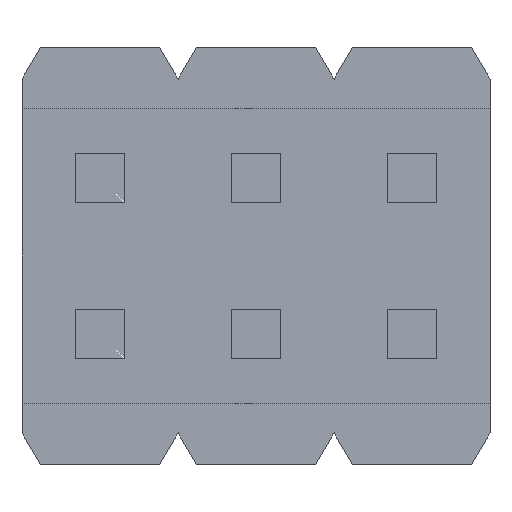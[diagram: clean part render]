
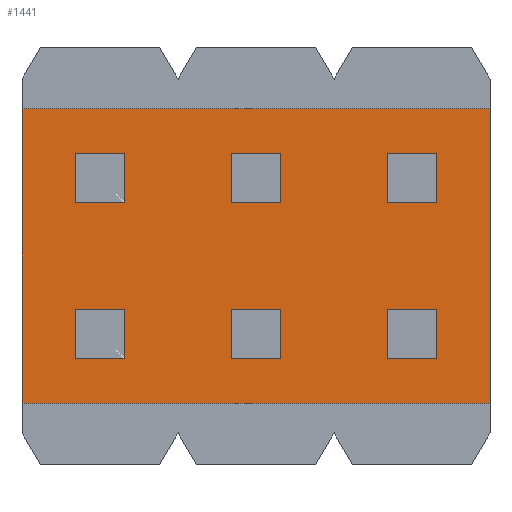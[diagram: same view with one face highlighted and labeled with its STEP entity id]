
A CAD part, front view. The second image highlights one B-rep face of the part: STEP entity #1441.
In plain terms, the highlighted planar face has unit normal (0, -1, 0).
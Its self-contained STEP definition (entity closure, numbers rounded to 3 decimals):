
#61=DIRECTION('',(0.,0.,-1.));
#62=VECTOR('',#61,2.4);
#63=CARTESIAN_POINT('',(3.175,0.1,1.2));
#64=LINE('3729',#63,#62);
#105=DIRECTION('',(0.,0.,-1.));
#106=VECTOR('',#105,2.4);
#107=CARTESIAN_POINT('',(-0.635,0.1,1.2));
#108=LINE('3697',#107,#106);
#117=DIRECTION('',(1.,0.,0.));
#118=VECTOR('',#117,3.81);
#119=CARTESIAN_POINT('',(-0.635,0.1,1.2));
#120=LINE('3701',#119,#118);
#121=DIRECTION('',(0.,0.,1.));
#122=VECTOR('',#121,0.4);
#123=CARTESIAN_POINT('',(-0.2,0.1,-0.835));
#124=LINE('3757',#123,#122);
#125=DIRECTION('',(-1.,0.,0.));
#126=VECTOR('',#125,0.4);
#127=CARTESIAN_POINT('',(0.2,0.1,-0.835));
#128=LINE('3760',#127,#126);
#129=DIRECTION('',(0.,0.,-1.));
#130=VECTOR('',#129,0.4);
#131=CARTESIAN_POINT('',(0.2,0.1,-0.435));
#132=LINE('3759',#131,#130);
#133=DIRECTION('',(1.,0.,0.));
#134=VECTOR('',#133,0.4);
#135=CARTESIAN_POINT('',(-0.2,0.1,-0.435));
#136=LINE('3758',#135,#134);
#137=DIRECTION('',(1.,0.,0.));
#138=VECTOR('',#137,0.4);
#139=CARTESIAN_POINT('',(-0.2,0.1,0.835));
#140=LINE('3761',#139,#138);
#141=DIRECTION('',(0.,0.,1.));
#142=VECTOR('',#141,0.4);
#143=CARTESIAN_POINT('',(-0.2,0.1,0.435));
#144=LINE('3764',#143,#142);
#145=DIRECTION('',(-1.,0.,0.));
#146=VECTOR('',#145,0.4);
#147=CARTESIAN_POINT('',(0.2,0.1,0.435));
#148=LINE('3763',#147,#146);
#149=DIRECTION('',(0.,0.,-1.));
#150=VECTOR('',#149,0.4);
#151=CARTESIAN_POINT('',(0.2,0.1,0.835));
#152=LINE('3762',#151,#150);
#153=DIRECTION('',(0.,0.,1.));
#154=VECTOR('',#153,0.4);
#155=CARTESIAN_POINT('',(1.07,0.1,-0.835));
#156=LINE('3805',#155,#154);
#157=DIRECTION('',(-1.,0.,0.));
#158=VECTOR('',#157,0.4);
#159=CARTESIAN_POINT('',(1.47,0.1,-0.835));
#160=LINE('3808',#159,#158);
#161=DIRECTION('',(0.,0.,-1.));
#162=VECTOR('',#161,0.4);
#163=CARTESIAN_POINT('',(1.47,0.1,-0.435));
#164=LINE('3807',#163,#162);
#165=DIRECTION('',(1.,0.,0.));
#166=VECTOR('',#165,0.4);
#167=CARTESIAN_POINT('',(1.07,0.1,-0.435));
#168=LINE('3806',#167,#166);
#169=DIRECTION('',(1.,0.,0.));
#170=VECTOR('',#169,0.4);
#171=CARTESIAN_POINT('',(1.07,0.1,0.835));
#172=LINE('3809',#171,#170);
#173=DIRECTION('',(0.,0.,1.));
#174=VECTOR('',#173,0.4);
#175=CARTESIAN_POINT('',(1.07,0.1,0.435));
#176=LINE('3812',#175,#174);
#177=DIRECTION('',(-1.,0.,0.));
#178=VECTOR('',#177,0.4);
#179=CARTESIAN_POINT('',(1.47,0.1,0.435));
#180=LINE('3811',#179,#178);
#181=DIRECTION('',(0.,0.,-1.));
#182=VECTOR('',#181,0.4);
#183=CARTESIAN_POINT('',(1.47,0.1,0.835));
#184=LINE('3810',#183,#182);
#185=DIRECTION('',(0.,0.,1.));
#186=VECTOR('',#185,0.4);
#187=CARTESIAN_POINT('',(2.34,0.1,-0.835));
#188=LINE('3853',#187,#186);
#189=DIRECTION('',(-1.,0.,0.));
#190=VECTOR('',#189,0.4);
#191=CARTESIAN_POINT('',(2.74,0.1,-0.835));
#192=LINE('3856',#191,#190);
#193=DIRECTION('',(0.,0.,-1.));
#194=VECTOR('',#193,0.4);
#195=CARTESIAN_POINT('',(2.74,0.1,-0.435));
#196=LINE('3855',#195,#194);
#197=DIRECTION('',(1.,0.,0.));
#198=VECTOR('',#197,0.4);
#199=CARTESIAN_POINT('',(2.34,0.1,-0.435));
#200=LINE('3854',#199,#198);
#201=DIRECTION('',(1.,0.,0.));
#202=VECTOR('',#201,0.4);
#203=CARTESIAN_POINT('',(2.34,0.1,0.835));
#204=LINE('3857',#203,#202);
#205=DIRECTION('',(0.,0.,1.));
#206=VECTOR('',#205,0.4);
#207=CARTESIAN_POINT('',(2.34,0.1,0.435));
#208=LINE('3860',#207,#206);
#209=DIRECTION('',(-1.,0.,0.));
#210=VECTOR('',#209,0.4);
#211=CARTESIAN_POINT('',(2.74,0.1,0.435));
#212=LINE('3859',#211,#210);
#213=DIRECTION('',(0.,0.,-1.));
#214=VECTOR('',#213,0.4);
#215=CARTESIAN_POINT('',(2.74,0.1,0.835));
#216=LINE('3858',#215,#214);
#217=DIRECTION('',(1.,0.,0.));
#218=VECTOR('',#217,3.81);
#219=CARTESIAN_POINT('',(-0.635,0.1,-1.2));
#220=LINE('3702',#219,#218);
#921=CARTESIAN_POINT('',(-0.635,0.1,1.2));
#922=VERTEX_POINT('',#921);
#923=CARTESIAN_POINT('',(-0.635,0.1,-1.2));
#924=VERTEX_POINT('',#923);
#925=CARTESIAN_POINT('',(3.175,0.1,1.2));
#926=VERTEX_POINT('',#925);
#927=CARTESIAN_POINT('',(3.175,0.1,-1.2));
#928=VERTEX_POINT('',#927);
#1009=CARTESIAN_POINT('',(-0.2,0.1,-0.835));
#1010=CARTESIAN_POINT('',(-0.2,0.1,-0.435));
#1011=VERTEX_POINT('',#1009);
#1012=VERTEX_POINT('',#1010);
#1013=CARTESIAN_POINT('',(0.2,0.1,-0.435));
#1014=VERTEX_POINT('',#1013);
#1015=CARTESIAN_POINT('',(0.2,0.1,-0.835));
#1016=VERTEX_POINT('',#1015);
#1017=CARTESIAN_POINT('',(-0.2,0.1,0.835));
#1018=CARTESIAN_POINT('',(0.2,0.1,0.835));
#1019=VERTEX_POINT('',#1017);
#1020=VERTEX_POINT('',#1018);
#1021=CARTESIAN_POINT('',(0.2,0.1,0.435));
#1022=VERTEX_POINT('',#1021);
#1023=CARTESIAN_POINT('',(-0.2,0.1,0.435));
#1024=VERTEX_POINT('',#1023);
#1073=CARTESIAN_POINT('',(1.07,0.1,-0.835));
#1074=CARTESIAN_POINT('',(1.07,0.1,-0.435));
#1075=VERTEX_POINT('',#1073);
#1076=VERTEX_POINT('',#1074);
#1077=CARTESIAN_POINT('',(1.47,0.1,-0.435));
#1078=VERTEX_POINT('',#1077);
#1079=CARTESIAN_POINT('',(1.47,0.1,-0.835));
#1080=VERTEX_POINT('',#1079);
#1081=CARTESIAN_POINT('',(1.07,0.1,0.835));
#1082=CARTESIAN_POINT('',(1.47,0.1,0.835));
#1083=VERTEX_POINT('',#1081);
#1084=VERTEX_POINT('',#1082);
#1085=CARTESIAN_POINT('',(1.47,0.1,0.435));
#1086=VERTEX_POINT('',#1085);
#1087=CARTESIAN_POINT('',(1.07,0.1,0.435));
#1088=VERTEX_POINT('',#1087);
#1137=CARTESIAN_POINT('',(2.34,0.1,-0.835));
#1138=CARTESIAN_POINT('',(2.34,0.1,-0.435));
#1139=VERTEX_POINT('',#1137);
#1140=VERTEX_POINT('',#1138);
#1141=CARTESIAN_POINT('',(2.74,0.1,-0.435));
#1142=VERTEX_POINT('',#1141);
#1143=CARTESIAN_POINT('',(2.74,0.1,-0.835));
#1144=VERTEX_POINT('',#1143);
#1145=CARTESIAN_POINT('',(2.34,0.1,0.835));
#1146=CARTESIAN_POINT('',(2.74,0.1,0.835));
#1147=VERTEX_POINT('',#1145);
#1148=VERTEX_POINT('',#1146);
#1149=CARTESIAN_POINT('',(2.74,0.1,0.435));
#1150=VERTEX_POINT('',#1149);
#1151=CARTESIAN_POINT('',(2.34,0.1,0.435));
#1152=VERTEX_POINT('',#1151);
#1369=CARTESIAN_POINT('',(-0.635,0.1,1.2));
#1370=DIRECTION('',(0.,1.,0.));
#1371=DIRECTION('',(0.,0.,-1.));
#1372=AXIS2_PLACEMENT_3D('',#1369,#1370,#1371);
#1373=PLANE('3591',#1372);
#1374=ORIENTED_EDGE('3697',*,*,#1354,.F.);
#1375=ORIENTED_EDGE('3701',*,*,#1193,.T.);
#1376=ORIENTED_EDGE('3729',*,*,#1217,.T.);
#1378=ORIENTED_EDGE('3702',*,*,#1377,.F.);
#1379=EDGE_LOOP('3591',(#1374,#1375,#1376,#1378));
#1380=FACE_OUTER_BOUND('3591',#1379,.F.);
#1382=ORIENTED_EDGE('3757',*,*,#1381,.F.);
#1384=ORIENTED_EDGE('3760',*,*,#1383,.F.);
#1386=ORIENTED_EDGE('3759',*,*,#1385,.F.);
#1388=ORIENTED_EDGE('3758',*,*,#1387,.F.);
#1389=EDGE_LOOP('3591',(#1382,#1384,#1386,#1388));
#1390=FACE_BOUND('3591',#1389,.F.);
#1392=ORIENTED_EDGE('3761',*,*,#1391,.F.);
#1394=ORIENTED_EDGE('3764',*,*,#1393,.F.);
#1396=ORIENTED_EDGE('3763',*,*,#1395,.F.);
#1398=ORIENTED_EDGE('3762',*,*,#1397,.F.);
#1399=EDGE_LOOP('3591',(#1392,#1394,#1396,#1398));
#1400=FACE_BOUND('3591',#1399,.F.);
#1402=ORIENTED_EDGE('3805',*,*,#1401,.F.);
#1404=ORIENTED_EDGE('3808',*,*,#1403,.F.);
#1406=ORIENTED_EDGE('3807',*,*,#1405,.F.);
#1408=ORIENTED_EDGE('3806',*,*,#1407,.F.);
#1409=EDGE_LOOP('3591',(#1402,#1404,#1406,#1408));
#1410=FACE_BOUND('3591',#1409,.F.);
#1412=ORIENTED_EDGE('3809',*,*,#1411,.F.);
#1414=ORIENTED_EDGE('3812',*,*,#1413,.F.);
#1416=ORIENTED_EDGE('3811',*,*,#1415,.F.);
#1418=ORIENTED_EDGE('3810',*,*,#1417,.F.);
#1419=EDGE_LOOP('3591',(#1412,#1414,#1416,#1418));
#1420=FACE_BOUND('3591',#1419,.F.);
#1422=ORIENTED_EDGE('3853',*,*,#1421,.F.);
#1424=ORIENTED_EDGE('3856',*,*,#1423,.F.);
#1426=ORIENTED_EDGE('3855',*,*,#1425,.F.);
#1428=ORIENTED_EDGE('3854',*,*,#1427,.F.);
#1429=EDGE_LOOP('3591',(#1422,#1424,#1426,#1428));
#1430=FACE_BOUND('3591',#1429,.F.);
#1432=ORIENTED_EDGE('3857',*,*,#1431,.F.);
#1434=ORIENTED_EDGE('3860',*,*,#1433,.F.);
#1436=ORIENTED_EDGE('3859',*,*,#1435,.F.);
#1438=ORIENTED_EDGE('3858',*,*,#1437,.F.);
#1439=EDGE_LOOP('3591',(#1432,#1434,#1436,#1438));
#1440=FACE_BOUND('3591',#1439,.F.);
#1441=ADVANCED_FACE('3591',(#1380,#1390,#1400,#1410,#1420,#1430,#1440),#1373,
.F.);
#1193=EDGE_CURVE('3701',#922,#926,#120,.T.);
#1217=EDGE_CURVE('3729',#926,#928,#64,.T.);
#1354=EDGE_CURVE('3697',#922,#924,#108,.T.);
#1377=EDGE_CURVE('3702',#924,#928,#220,.T.);
#1381=EDGE_CURVE('3757',#1011,#1012,#124,.T.);
#1383=EDGE_CURVE('3760',#1016,#1011,#128,.T.);
#1385=EDGE_CURVE('3759',#1014,#1016,#132,.T.);
#1387=EDGE_CURVE('3758',#1012,#1014,#136,.T.);
#1391=EDGE_CURVE('3761',#1019,#1020,#140,.T.);
#1393=EDGE_CURVE('3764',#1024,#1019,#144,.T.);
#1395=EDGE_CURVE('3763',#1022,#1024,#148,.T.);
#1397=EDGE_CURVE('3762',#1020,#1022,#152,.T.);
#1401=EDGE_CURVE('3805',#1075,#1076,#156,.T.);
#1403=EDGE_CURVE('3808',#1080,#1075,#160,.T.);
#1405=EDGE_CURVE('3807',#1078,#1080,#164,.T.);
#1407=EDGE_CURVE('3806',#1076,#1078,#168,.T.);
#1411=EDGE_CURVE('3809',#1083,#1084,#172,.T.);
#1413=EDGE_CURVE('3812',#1088,#1083,#176,.T.);
#1415=EDGE_CURVE('3811',#1086,#1088,#180,.T.);
#1417=EDGE_CURVE('3810',#1084,#1086,#184,.T.);
#1421=EDGE_CURVE('3853',#1139,#1140,#188,.T.);
#1423=EDGE_CURVE('3856',#1144,#1139,#192,.T.);
#1425=EDGE_CURVE('3855',#1142,#1144,#196,.T.);
#1427=EDGE_CURVE('3854',#1140,#1142,#200,.T.);
#1431=EDGE_CURVE('3857',#1147,#1148,#204,.T.);
#1433=EDGE_CURVE('3860',#1152,#1147,#208,.T.);
#1435=EDGE_CURVE('3859',#1150,#1152,#212,.T.);
#1437=EDGE_CURVE('3858',#1148,#1150,#216,.T.);
